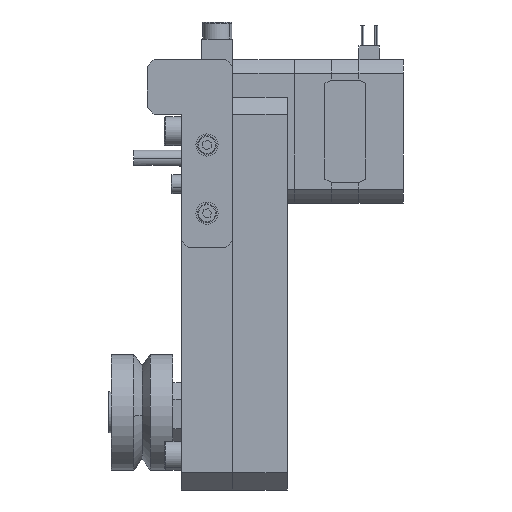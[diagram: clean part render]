
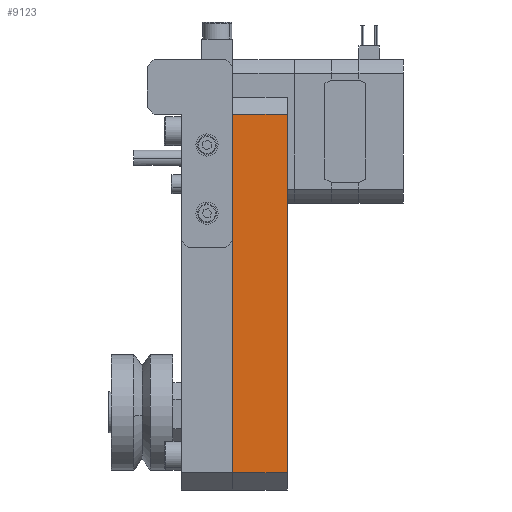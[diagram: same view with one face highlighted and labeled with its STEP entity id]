
A CAD part, left-side view. The second image highlights one B-rep face of the part: STEP entity #9123.
In plain terms, the highlighted planar face has unit normal (-1, 0, 0).
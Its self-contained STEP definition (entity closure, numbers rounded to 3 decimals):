
#723 = CARTESIAN_POINT ( 'NONE',  ( -80., -16., 52.5 ) ) ;
#819 = ORIENTED_EDGE ( 'NONE', *, *, #2526, .F. ) ;
#1166 = VERTEX_POINT ( 'NONE', #14194 ) ;
#1554 = EDGE_CURVE ( 'NONE', #5991, #15096, #5798, .T. ) ;
#1821 = VECTOR ( 'NONE', #19474, 1000. ) ;
#2114 = EDGE_LOOP ( 'NONE', ( #11650, #819, #4405, #4319 ) ) ;
#2326 = LINE ( 'NONE', #10337, #5612 ) ;
#2446 = LINE ( 'NONE', #17804, #11385 ) ;
#2526 = EDGE_CURVE ( 'NONE', #1166, #11276, #2446, .T. ) ;
#4294 = DIRECTION ( 'NONE',  ( 0., -1., 0. ) ) ;
#4319 = ORIENTED_EDGE ( 'NONE', *, *, #1554, .T. ) ;
#4405 = ORIENTED_EDGE ( 'NONE', *, *, #9323, .F. ) ;
#4498 = CARTESIAN_POINT ( 'NONE',  ( -80., 0., -52.5 ) ) ;
#4965 = PLANE ( 'NONE',  #9544 ) ;
#5370 = CARTESIAN_POINT ( 'NONE',  ( -80., 0., -52.5 ) ) ;
#5612 = VECTOR ( 'NONE', #18098, 1000. ) ;
#5798 = LINE ( 'NONE', #4498, #1821 ) ;
#5991 = VERTEX_POINT ( 'NONE', #8383 ) ;
#6528 = CARTESIAN_POINT ( 'NONE',  ( -80., 0., -52.5 ) ) ;
#6726 = EDGE_CURVE ( 'NONE', #15096, #11276, #2326, .T. ) ;
#8383 = CARTESIAN_POINT ( 'NONE',  ( -80., 0., -52.5 ) ) ;
#8941 = LINE ( 'NONE', #5370, #11995 ) ;
#9123 = ADVANCED_FACE ( 'NONE', ( #19105 ), #4965, .F. ) ;
#9323 = EDGE_CURVE ( 'NONE', #5991, #1166, #8941, .T. ) ;
#9544 = AXIS2_PLACEMENT_3D ( 'NONE', #6528, #18481, #18605 ) ;
#10337 = CARTESIAN_POINT ( 'NONE',  ( -80., -16., -52.5 ) ) ;
#11276 = VERTEX_POINT ( 'NONE', #723 ) ;
#11385 = VECTOR ( 'NONE', #4294, 1000. ) ;
#11650 = ORIENTED_EDGE ( 'NONE', *, *, #6726, .T. ) ;
#11995 = VECTOR ( 'NONE', #15886, 1000. ) ;
#12507 = CARTESIAN_POINT ( 'NONE',  ( -80., -16., -52.5 ) ) ;
#14194 = CARTESIAN_POINT ( 'NONE',  ( -80., 0., 52.5 ) ) ;
#15096 = VERTEX_POINT ( 'NONE', #12507 ) ;
#15886 = DIRECTION ( 'NONE',  ( 0., 0., 1. ) ) ;
#17804 = CARTESIAN_POINT ( 'NONE',  ( -80., 0., 52.5 ) ) ;
#18098 = DIRECTION ( 'NONE',  ( 0., 0., 1. ) ) ;
#18481 = DIRECTION ( 'NONE',  ( 1., 0., 0. ) ) ;
#18605 = DIRECTION ( 'NONE',  ( 0., 0., -1. ) ) ;
#19105 = FACE_OUTER_BOUND ( 'NONE', #2114, .T. ) ;
#19474 = DIRECTION ( 'NONE',  ( 0., -1., 0. ) ) ;
